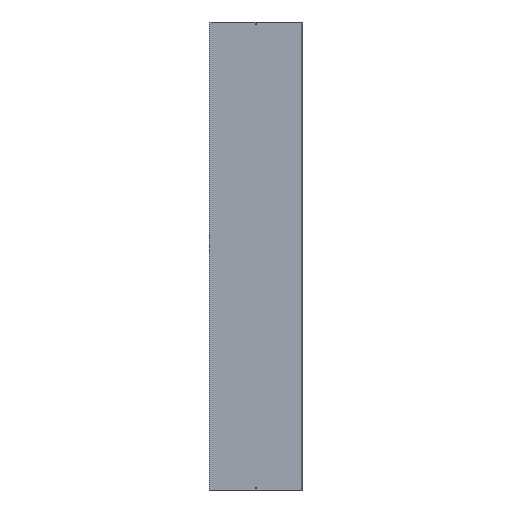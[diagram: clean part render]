
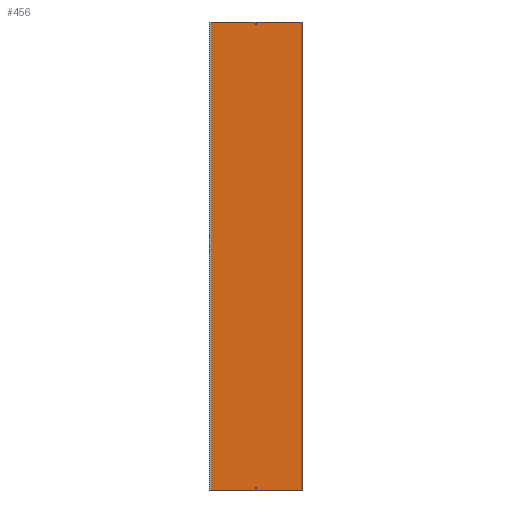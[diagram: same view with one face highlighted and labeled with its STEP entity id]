
A CAD part, front view. The second image highlights one B-rep face of the part: STEP entity #456.
In plain terms, the highlighted planar face has unit normal (0, -1, 0).
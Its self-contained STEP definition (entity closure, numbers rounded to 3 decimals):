
#7 = FACE_BOUND ( 'NONE', #377, .T. ) ;
#10 = DIRECTION ( 'NONE',  ( 1., 0., 0. ) ) ;
#26 = EDGE_CURVE ( 'NONE', #432, #509, #544, .T. ) ;
#32 = ORIENTED_EDGE ( 'NONE', *, *, #304, .F. ) ;
#46 = CARTESIAN_POINT ( 'NONE',  ( 291.616, -2., 1500. ) ) ;
#48 = EDGE_CURVE ( 'NONE', #67, #395, #161, .T. ) ;
#67 = VERTEX_POINT ( 'NONE', #354 ) ;
#75 = AXIS2_PLACEMENT_3D ( 'NONE', #104, #536, #389 ) ;
#77 = AXIS2_PLACEMENT_3D ( 'NONE', #467, #81, #504 ) ;
#81 = DIRECTION ( 'NONE',  ( 0., -1., 0. ) ) ;
#91 = CARTESIAN_POINT ( 'NONE',  ( 2.75, -2., 1486. ) ) ;
#99 = DIRECTION ( 'NONE',  ( -1., 0., 0. ) ) ;
#104 = CARTESIAN_POINT ( 'NONE',  ( 294., -2., 1500. ) ) ;
#114 = DIRECTION ( 'NONE',  ( 0., -1., 0. ) ) ;
#117 = DIRECTION ( 'NONE',  ( 1., 0., 0. ) ) ;
#118 = ORIENTED_EDGE ( 'NONE', *, *, #160, .T. ) ;
#127 = AXIS2_PLACEMENT_3D ( 'NONE', #570, #285, #191 ) ;
#129 = VERTEX_POINT ( 'NONE', #578 ) ;
#150 = CARTESIAN_POINT ( 'NONE',  ( 294., -2., -1500. ) ) ;
#152 = CARTESIAN_POINT ( 'NONE',  ( -2.75, -2., 1486. ) ) ;
#160 = EDGE_CURVE ( 'NONE', #67, #373, #181, .T. ) ;
#161 = LINE ( 'NONE', #210, #175 ) ;
#175 = VECTOR ( 'NONE', #117, 1000. ) ;
#181 = LINE ( 'NONE', #218, #392 ) ;
#185 = CIRCLE ( 'NONE', #77, 2.75 ) ;
#187 = CARTESIAN_POINT ( 'NONE',  ( 0., -2., -1486. ) ) ;
#191 = DIRECTION ( 'NONE',  ( -1., 0., 0. ) ) ;
#210 = CARTESIAN_POINT ( 'NONE',  ( 294., -2., 1500. ) ) ;
#218 = CARTESIAN_POINT ( 'NONE',  ( -291.616, -2., 1500. ) ) ;
#227 = ORIENTED_EDGE ( 'NONE', *, *, #408, .F. ) ;
#237 = LINE ( 'NONE', #431, #293 ) ;
#257 = FACE_BOUND ( 'NONE', #335, .T. ) ;
#285 = DIRECTION ( 'NONE',  ( 0., -1., 0. ) ) ;
#293 = VECTOR ( 'NONE', #437, 1000. ) ;
#295 = EDGE_CURVE ( 'NONE', #129, #568, #394, .T. ) ;
#304 = EDGE_CURVE ( 'NONE', #568, #129, #532, .T. ) ;
#310 = ORIENTED_EDGE ( 'NONE', *, *, #564, .F. ) ;
#330 = VERTEX_POINT ( 'NONE', #470 ) ;
#335 = EDGE_LOOP ( 'NONE', ( #310, #349 ) ) ;
#343 = VECTOR ( 'NONE', #10, 1000. ) ;
#344 = FACE_OUTER_BOUND ( 'NONE', #571, .T. ) ;
#349 = ORIENTED_EDGE ( 'NONE', *, *, #26, .F. ) ;
#352 = AXIS2_PLACEMENT_3D ( 'NONE', #187, #381, #99 ) ;
#354 = CARTESIAN_POINT ( 'NONE',  ( -291.616, -2., 1500. ) ) ;
#373 = VERTEX_POINT ( 'NONE', #383 ) ;
#377 = EDGE_LOOP ( 'NONE', ( #606, #32 ) ) ;
#381 = DIRECTION ( 'NONE',  ( 0., -1., 0. ) ) ;
#383 = CARTESIAN_POINT ( 'NONE',  ( -291.616, -2., -1500. ) ) ;
#389 = DIRECTION ( 'NONE',  ( -1., 0., 0. ) ) ;
#390 = CARTESIAN_POINT ( 'NONE',  ( 0., -2., 1486. ) ) ;
#392 = VECTOR ( 'NONE', #557, 1000. ) ;
#394 = CIRCLE ( 'NONE', #352, 2.75 ) ;
#395 = VERTEX_POINT ( 'NONE', #46 ) ;
#396 = PLANE ( 'NONE',  #75 ) ;
#408 = EDGE_CURVE ( 'NONE', #395, #330, #237, .T. ) ;
#431 = CARTESIAN_POINT ( 'NONE',  ( 291.616, -2., 1500. ) ) ;
#432 = VERTEX_POINT ( 'NONE', #91 ) ;
#437 = DIRECTION ( 'NONE',  ( 0., 0., -1. ) ) ;
#456 = ADVANCED_FACE ( 'NONE', ( #7, #257, #344 ), #396, .F. ) ;
#461 = ORIENTED_EDGE ( 'NONE', *, *, #48, .F. ) ;
#467 = CARTESIAN_POINT ( 'NONE',  ( 0., -2., 1486. ) ) ;
#470 = CARTESIAN_POINT ( 'NONE',  ( 291.616, -2., -1500. ) ) ;
#489 = DIRECTION ( 'NONE',  ( -1., 0., 0. ) ) ;
#504 = DIRECTION ( 'NONE',  ( -1., 0., 0. ) ) ;
#509 = VERTEX_POINT ( 'NONE', #152 ) ;
#510 = CARTESIAN_POINT ( 'NONE',  ( 2.75, -2., -1486. ) ) ;
#532 = CIRCLE ( 'NONE', #127, 2.75 ) ;
#533 = LINE ( 'NONE', #150, #343 ) ;
#536 = DIRECTION ( 'NONE',  ( 0., 1., 0. ) ) ;
#543 = AXIS2_PLACEMENT_3D ( 'NONE', #390, #114, #489 ) ;
#544 = CIRCLE ( 'NONE', #543, 2.75 ) ;
#546 = EDGE_CURVE ( 'NONE', #373, #330, #533, .T. ) ;
#557 = DIRECTION ( 'NONE',  ( 0., 0., -1. ) ) ;
#564 = EDGE_CURVE ( 'NONE', #509, #432, #185, .T. ) ;
#568 = VERTEX_POINT ( 'NONE', #510 ) ;
#570 = CARTESIAN_POINT ( 'NONE',  ( 0., -2., -1486. ) ) ;
#571 = EDGE_LOOP ( 'NONE', ( #591, #227, #461, #118 ) ) ;
#578 = CARTESIAN_POINT ( 'NONE',  ( -2.75, -2., -1486. ) ) ;
#591 = ORIENTED_EDGE ( 'NONE', *, *, #546, .T. ) ;
#606 = ORIENTED_EDGE ( 'NONE', *, *, #295, .F. ) ;
